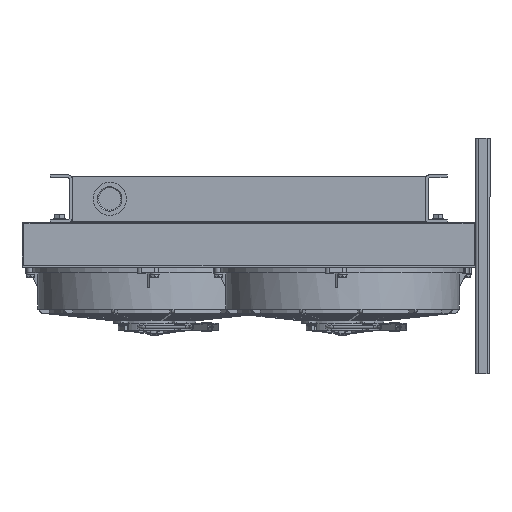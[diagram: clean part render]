
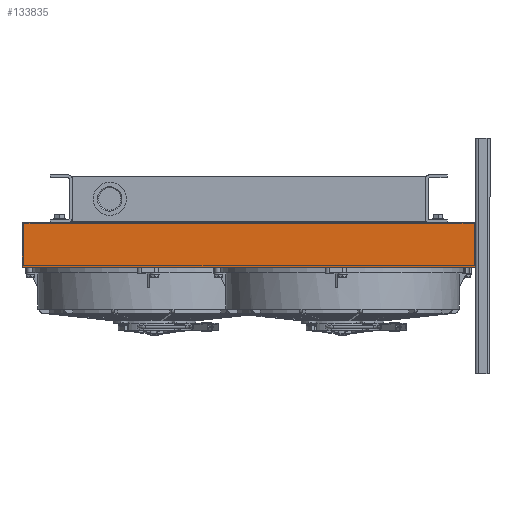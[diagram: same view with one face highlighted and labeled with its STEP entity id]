
A CAD part, front view. The second image highlights one B-rep face of the part: STEP entity #133835.
In plain terms, the highlighted planar face has unit normal (0, -1, 0).
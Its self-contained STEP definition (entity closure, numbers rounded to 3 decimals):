
#126630=CARTESIAN_POINT('',(307.5,-307.5,-32.5));
#126631=VERTEX_POINT('',#126630);
#126638=CARTESIAN_POINT('',(307.5,-307.5,-92.5));
#126639=VERTEX_POINT('',#126638);
#126640=CARTESIAN_POINT('',(307.5,-307.5,-32.5));
#126641=DIRECTION('',(0.0,0.0,-1.0));
#126642=VECTOR('',#126641,60.);
#126643=LINE('',#126640,#126642);
#126644=EDGE_CURVE('',#126631,#126639,#126643,.T.);
#132561=CARTESIAN_POINT('',(-307.5,-307.5,-32.5));
#132562=VERTEX_POINT('',#132561);
#132569=CARTESIAN_POINT('',(307.5,-307.5,-32.5));
#132570=DIRECTION('',(-1.0,0.0,0.0));
#132571=VECTOR('',#132570,615.0);
#132572=LINE('',#132569,#132571);
#132573=EDGE_CURVE('',#126631,#132562,#132572,.T.);
#133812=CARTESIAN_POINT('',(307.5,-307.5,-62.5));
#133813=DIRECTION('',(0.0,-1.0,0.0));
#133814=DIRECTION('',(0.0,0.0,-1.0));
#133815=AXIS2_PLACEMENT_3D('',#133812,#133813,#133814);
#133816=PLANE('',#133815);
#133817=ORIENTED_EDGE('',*,*,#132573,.T.);
#133818=CARTESIAN_POINT('',(-307.5,-307.5,-92.5));
#133819=VERTEX_POINT('',#133818);
#133820=CARTESIAN_POINT('',(-307.5,-307.5,-32.5));
#133821=DIRECTION('',(0.0,0.0,-1.0));
#133822=VECTOR('',#133821,60.);
#133823=LINE('',#133820,#133822);
#133824=EDGE_CURVE('',#132562,#133819,#133823,.T.);
#133825=ORIENTED_EDGE('',*,*,#133824,.T.);
#133826=CARTESIAN_POINT('',(-307.5,-307.5,-92.5));
#133827=DIRECTION('',(1.0,0.0,0.0));
#133828=VECTOR('',#133827,615.0);
#133829=LINE('',#133826,#133828);
#133830=EDGE_CURVE('',#133819,#126639,#133829,.T.);
#133831=ORIENTED_EDGE('',*,*,#133830,.T.);
#133832=ORIENTED_EDGE('',*,*,#126644,.F.);
#133833=EDGE_LOOP('',(#133817,#133825,#133831,#133832));
#133834=FACE_OUTER_BOUND('',#133833,.T.);
#133835=ADVANCED_FACE('',(#133834),#133816,.T.);
